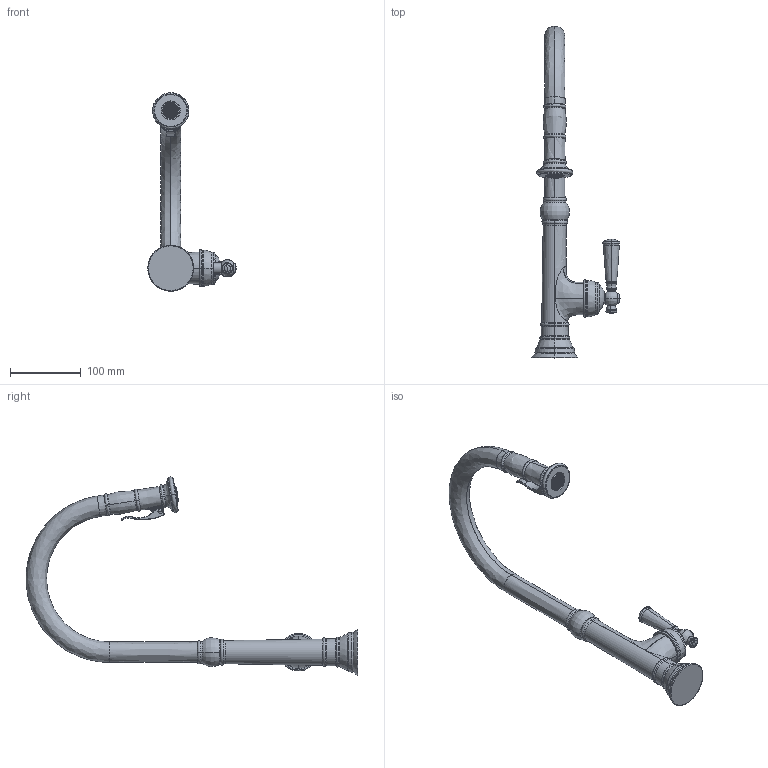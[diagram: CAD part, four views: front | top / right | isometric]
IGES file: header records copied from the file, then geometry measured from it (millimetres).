
Start section:  PTC IGES file: 2470-5173.igs
Global section: file name: 2470-5173.igs; native system: Creo Parametric by PTC Inc.; preprocessor: 2023134; author: nehatek; organization: Unknown; date: 20241015.220624; units: inch
Bounding box: 124.68 x 468.14 x 279.81 mm (x, y, z)
Surface area: 104045.8 mm2 (no closed solid volume)
Topology: 0 solids, 0 shells, 1372 faces, 6828 edges, 6818 vertices
Faces by surface type: bspline 930, revolution 442
